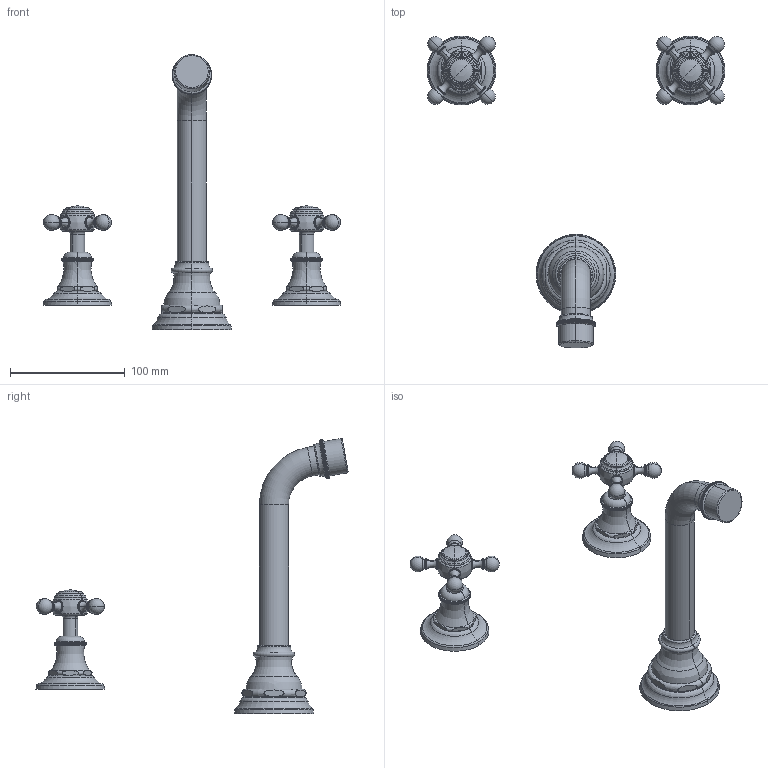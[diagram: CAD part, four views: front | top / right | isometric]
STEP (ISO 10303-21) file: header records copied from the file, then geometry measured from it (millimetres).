
FILE_DESCRIPTION((''),'2;1');
FILE_NAME('3-1765_SW0002','2020-12-01T13:38:45',('rsmith'),(''),'CREO PARAMETRIC BY PTC INC, 2018400','CREO PARAMETRIC BY PTC INC, 2018400','');
FILE_SCHEMA(('AUTOMOTIVE_DESIGN { 1 0 10303 214 1 1 1 1 }'));
Length unit declared in the file: inch
Products named in the file (1): 3-1765_SW0002
Bounding box: 260.1 x 272.49 x 240.15 mm (x, y, z)
Volume: 348572.8 mm3; surface area: 65013.3 mm2
Topology: 3 solids, 5 shells, 774 faces, 1352 edges, 840 vertices
Faces by surface type: plane 512, torus 152, cylinder 58, cone 26, sphere 20, bspline 6
Entity records: 37296 total; most frequent: CARTESIAN_POINT 12092, DIRECTION 2829, ORIENTED_EDGE 2664, PRESENTATION_STYLE_ASSIGNMENT 2101, STYLED_ITEM 1335, CURVE_STYLE 1332, EDGE_CURVE 1332, AXIS2_PLACEMENT_3D 1259
